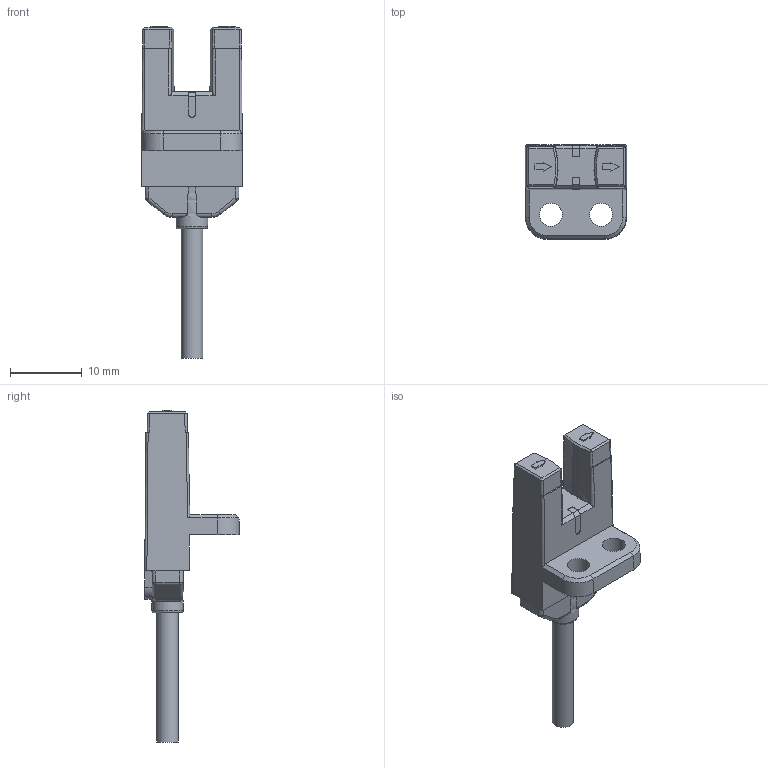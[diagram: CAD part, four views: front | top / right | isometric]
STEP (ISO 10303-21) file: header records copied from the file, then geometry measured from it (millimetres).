
FILE_DESCRIPTION(/* description */ (''),/* implementation_level */ '2;1');
FILE_NAME(/* name */ 'SH-107.stp',/* time_stamp */ '2021-07-22T09:50:29+08:00',/* author */ (''),/* organization */ (''),/* preprocessor_version */ 'ST-DEVELOPER v14',/* originating_system */ 'SIEMENS PLM Software NX 8.0',/* authorisation */ '');
FILE_SCHEMA (('AUTOMOTIVE_DESIGN { 1 0 10303 214 3 1 1 1 }'));
Length unit declared in the file: millimetre
Products named in the file (1): Admi43D89864mdwo
Bounding box: 14.13 x 13.26 x 46.32 mm (x, y, z)
Volume: 2188.2 mm3; surface area: 1611.8 mm2
Topology: 1 solids, 1 shells, 173 faces, 460 edges, 288 vertices
Faces by surface type: plane 102, cylinder 39, bspline 22, cone 5, sphere 4, torus 1
Full cylindrical faces by diameter (mm): 3 x1, 3.2 x2
Entity records: 5743 total; most frequent: CARTESIAN_POINT 1575, ORIENTED_EDGE 898, DIRECTION 805, EDGE_CURVE 449, VERTEX_POINT 286, LINE 269, VECTOR 269, AXIS2_PLACEMENT_3D 268
